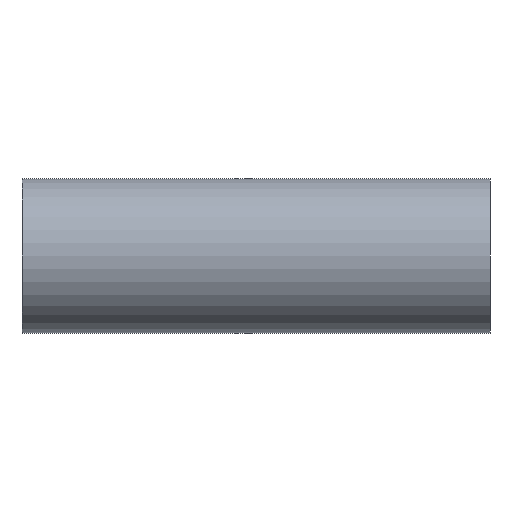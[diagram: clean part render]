
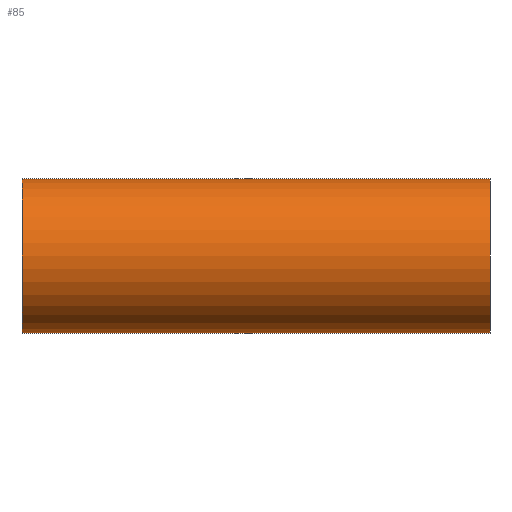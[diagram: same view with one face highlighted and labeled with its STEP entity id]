
A CAD part, left-side view. The second image highlights one B-rep face of the part: STEP entity #85.
In plain terms, the highlighted cylindrical face has radius 37.95 mm (diameter 75.9 mm), a partial arc.
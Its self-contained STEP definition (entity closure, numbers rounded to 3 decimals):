
#2 = CARTESIAN_POINT ( 'NONE',  ( 0., 115., 37.95 ) ) ;
#9 = VERTEX_POINT ( 'NONE', #179 ) ;
#12 = ORIENTED_EDGE ( 'NONE', *, *, #37, .T. ) ;
#19 = DIRECTION ( 'NONE',  ( 0., 0., 1. ) ) ;
#20 = CYLINDRICAL_SURFACE ( 'NONE', #89, 37.95 ) ;
#26 = VERTEX_POINT ( 'NONE', #130 ) ;
#37 = EDGE_CURVE ( 'NONE', #26, #172, #138, .T. ) ;
#42 = DIRECTION ( 'NONE',  ( 0., 1., 0. ) ) ;
#44 = CARTESIAN_POINT ( 'NONE',  ( 0., -115., 37.95 ) ) ;
#48 = CARTESIAN_POINT ( 'NONE',  ( 0., -115., -37.95 ) ) ;
#65 = CIRCLE ( 'NONE', #101, 37.95 ) ;
#72 = ORIENTED_EDGE ( 'NONE', *, *, #111, .F. ) ;
#76 = VECTOR ( 'NONE', #113, 1000. ) ;
#80 = DIRECTION ( 'NONE',  ( 0., 1., 0. ) ) ;
#83 = DIRECTION ( 'NONE',  ( 0., 1., 0. ) ) ;
#85 = ADVANCED_FACE ( 'NONE', ( #148 ), #20, .T. ) ;
#86 = DIRECTION ( 'NONE',  ( 0., 1., 0. ) ) ;
#89 = AXIS2_PLACEMENT_3D ( 'NONE', #160, #83, #214 ) ;
#101 = AXIS2_PLACEMENT_3D ( 'NONE', #210, #42, #178 ) ;
#111 = EDGE_CURVE ( 'NONE', #9, #142, #65, .T. ) ;
#113 = DIRECTION ( 'NONE',  ( 0., 1., 0. ) ) ;
#121 = CARTESIAN_POINT ( 'NONE',  ( 0., -115., 37.95 ) ) ;
#122 = ORIENTED_EDGE ( 'NONE', *, *, #150, .T. ) ;
#130 = CARTESIAN_POINT ( 'NONE',  ( 0., -115., -37.95 ) ) ;
#137 = VECTOR ( 'NONE', #86, 1000. ) ;
#138 = CIRCLE ( 'NONE', #153, 37.95 ) ;
#142 = VERTEX_POINT ( 'NONE', #2 ) ;
#148 = FACE_OUTER_BOUND ( 'NONE', #156, .T. ) ;
#150 = EDGE_CURVE ( 'NONE', #172, #142, #195, .T. ) ;
#153 = AXIS2_PLACEMENT_3D ( 'NONE', #158, #80, #19 ) ;
#156 = EDGE_LOOP ( 'NONE', ( #191, #12, #122, #72 ) ) ;
#158 = CARTESIAN_POINT ( 'NONE',  ( 0., -115., 0. ) ) ;
#160 = CARTESIAN_POINT ( 'NONE',  ( 0., -115., 0. ) ) ;
#172 = VERTEX_POINT ( 'NONE', #121 ) ;
#178 = DIRECTION ( 'NONE',  ( 0., 0., 1. ) ) ;
#179 = CARTESIAN_POINT ( 'NONE',  ( 0., 115., -37.95 ) ) ;
#181 = LINE ( 'NONE', #48, #137 ) ;
#191 = ORIENTED_EDGE ( 'NONE', *, *, #200, .F. ) ;
#195 = LINE ( 'NONE', #44, #76 ) ;
#200 = EDGE_CURVE ( 'NONE', #26, #9, #181, .T. ) ;
#210 = CARTESIAN_POINT ( 'NONE',  ( 0., 115., 0. ) ) ;
#214 = DIRECTION ( 'NONE',  ( 0., 0., 1. ) ) ;
